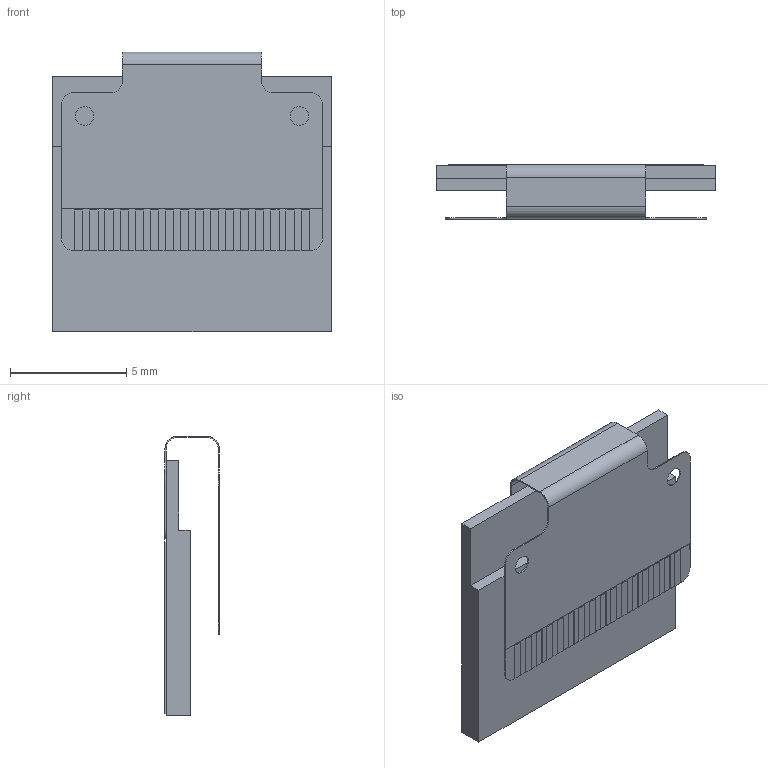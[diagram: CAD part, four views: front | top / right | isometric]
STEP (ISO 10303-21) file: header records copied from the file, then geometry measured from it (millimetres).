
FILE_DESCRIPTION (( 'STEP AP214' ), '1' );
FILE_NAME ('OLED_042_1mmPCB.STEP', '2023-07-02T17:27:44', ( '' ), ( '' ), 'SwSTEP 2.0', 'SolidWorks 2022', '' );
FILE_SCHEMA (( 'AUTOMOTIVE_DESIGN' ));
Length unit declared in the file: millimetre
Products named in the file (1): OLED_042_1mmPCB
Bounding box: 12 x 2.35 x 12.05 mm (x, y, z)
Volume: 130.4 mm3; surface area: 521 mm2
Topology: 1 solids, 1 shells, 122 faces, 350 edges, 232 vertices
Faces by surface type: plane 102, cylinder 20
Entity records: 4688 total; most frequent: CARTESIAN_POINT 705, ORIENTED_EDGE 700, DIRECTION 636, EDGE_CURVE 350, VECTOR 310, LINE 310, VERTEX_POINT 232, AXIS2_PLACEMENT_3D 163
